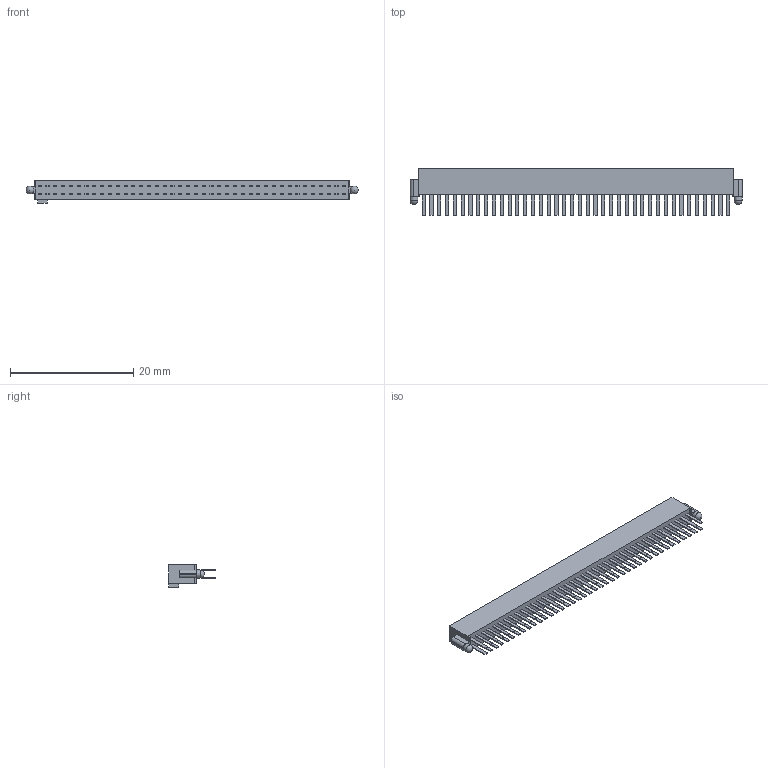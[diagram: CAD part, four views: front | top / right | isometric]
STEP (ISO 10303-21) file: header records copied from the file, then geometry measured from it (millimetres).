
FILE_DESCRIPTION(/* description */ ('STEP AP214'),/* implementation_level */ '2;1');
FILE_NAME(/* name */ 'SFM-140-01-S-D-A',/* time_stamp */ '2023-05-14T22:49:04+02:00',/* author */ ('License CC BY-ND 4.0'),/* organization */ ('CADENAS'),/* preprocessor_version */ 'ST-DEVELOPER v19.3',/* originating_system */ 'PARTsolutions',/* authorisation */ ' ');
FILE_SCHEMA (('AUTOMOTIVE_DESIGN {1 0 10303 214 3 1 1}'));
Length unit declared in the file: inch
Products named in the file (3): SFM-140-01-S-D-A; C-40-01-D_pins; SFM-140-01-L-D-A_terminal
Assembly tree (2 placements, depth 2):
  SFM-140-01-S-D-A
    C-40-01-D_pins
    SFM-140-01-L-D-A_terminal
Bounding box: 53.98 x 7.62 x 3.68 mm (x, y, z)
Volume: 629.9 mm3; surface area: 1905 mm2
Topology: 2 solids, 2 shells, 836 faces, 2026 edges, 1348 vertices
Faces by surface type: plane 828, cylinder 6, sphere 2
Full cylindrical faces by diameter (mm): 1.27 x2
Entity records: 23924 total; most frequent: CARTESIAN_POINT 4201, ORIENTED_EDGE 4036, DIRECTION 3712, EDGE_CURVE 2018, LINE 2002, VECTOR 2002, VERTEX_POINT 1344, EDGE_LOOP 994
